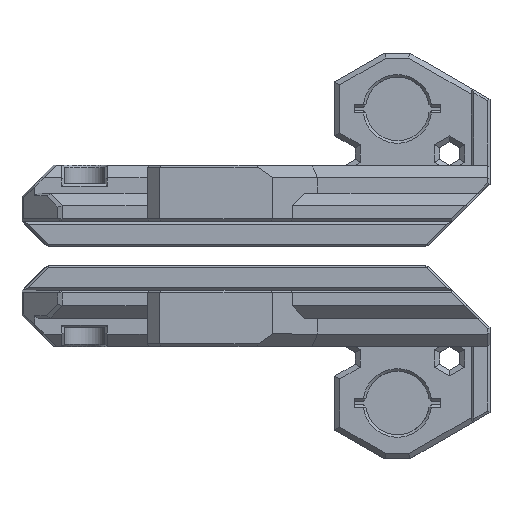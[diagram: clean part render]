
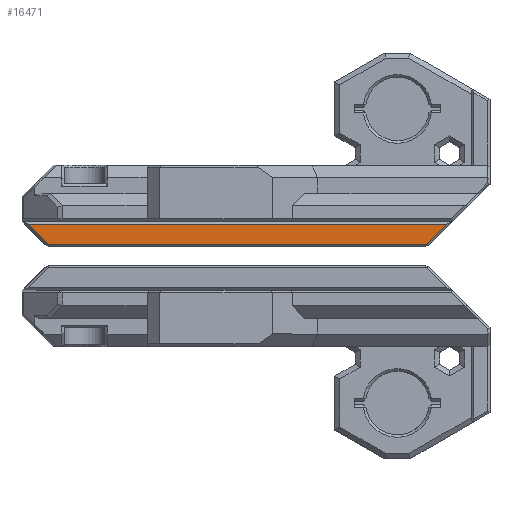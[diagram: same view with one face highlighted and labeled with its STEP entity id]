
A CAD part, top view. The second image highlights one B-rep face of the part: STEP entity #16471.
In plain terms, the highlighted planar face has unit normal (0, 0, 1).
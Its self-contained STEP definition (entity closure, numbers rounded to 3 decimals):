
#325=PLANE('',#17213);
#981=FACE_OUTER_BOUND('',#1931,.T.);
#1931=EDGE_LOOP('',(#12493,#12494,#12495,#12496));
#2916=LINE('',#25767,#4455);
#2921=LINE('',#25777,#4460);
#2925=LINE('',#25783,#4464);
#3067=LINE('',#26103,#4606);
#4455=VECTOR('',#18161,10.);
#4460=VECTOR('',#18170,10.);
#4464=VECTOR('',#18176,10.);
#4606=VECTOR('',#18436,10.);
#7046=VERTEX_POINT('',#25751);
#7051=VERTEX_POINT('',#25765);
#7054=VERTEX_POINT('',#25773);
#7055=VERTEX_POINT('',#25780);
#8927=EDGE_CURVE('',#7051,#7046,#2916,.T.);
#8932=EDGE_CURVE('',#7046,#7054,#2921,.T.);
#8936=EDGE_CURVE('',#7054,#7055,#2925,.T.);
#9091=EDGE_CURVE('',#7055,#7051,#3067,.T.);
#12493=ORIENTED_EDGE('',*,*,#8927,.F.);
#12494=ORIENTED_EDGE('',*,*,#9091,.F.);
#12495=ORIENTED_EDGE('',*,*,#8936,.F.);
#12496=ORIENTED_EDGE('',*,*,#8932,.F.);
#16471=ADVANCED_FACE('',(#981),#325,.T.);
#17213=AXIS2_PLACEMENT_3D('',#26104,#18437,#18438);
#18161=DIRECTION('',(-0.707,-0.707,0.));
#18170=DIRECTION('',(-1.,0.,0.));
#18176=DIRECTION('',(-0.707,0.707,0.));
#18436=DIRECTION('',(1.,0.,0.));
#18437=DIRECTION('center_axis',(0.,0.,1.));
#18438=DIRECTION('ref_axis',(0.,-1.,0.));
#25751=CARTESIAN_POINT('',(44.434,4.4,3.2));
#25765=CARTESIAN_POINT('',(47.634,7.6,3.2));
#25767=CARTESIAN_POINT('',(32.517,-7.517,3.2));
#25773=CARTESIAN_POINT('',(-16.034,4.4,3.2));
#25777=CARTESIAN_POINT('',(-20.2,4.4,3.2));
#25780=CARTESIAN_POINT('',(-19.234,7.6,3.2));
#25783=CARTESIAN_POINT('',(-18.817,7.183,3.2));
#26103=CARTESIAN_POINT('',(-20.2,7.6,3.2));
#26104=CARTESIAN_POINT('Origin',(-20.2,7.6,3.2));
